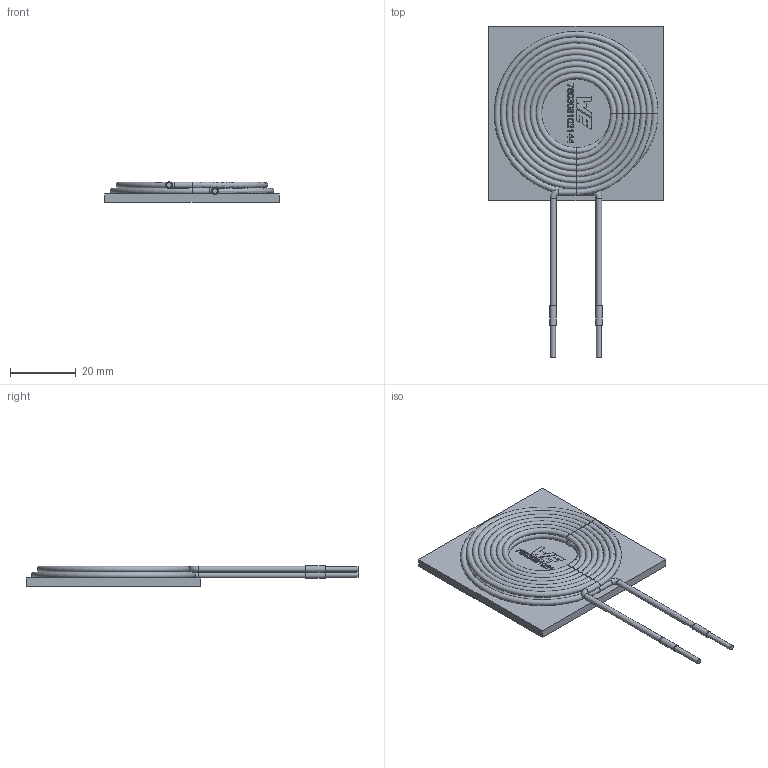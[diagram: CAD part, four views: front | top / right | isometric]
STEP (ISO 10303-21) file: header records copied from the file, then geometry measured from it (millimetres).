
FILE_DESCRIPTION(/* description */ ('Unknown'),/* implementation_level */ '2;1');
FILE_NAME(/* name */ 'L_Wurth_WE-WPCC-TX_760308102144',/* time_stamp */ '2025-04-18T17:13:26+08:00',/* author */ ('Unknown'),/* organization */ ('Unknown'),/* preprocessor_version */ 'ST-DEVELOPER v19.4',/* originating_system */ 'Solid Edge',/* authorisation */ 'Unknown');
FILE_SCHEMA (('AUTOMOTIVE_DESIGN {1 0 10303 214 3 1 1}'));
Length unit declared in the file: millimetre
Products named in the file (2): L_Wurth_WE-WPCC-TX_760308102144
Assembly tree (1 placements, depth 2):
  L_Wurth_WE-WPCC-TX_760308102144
    L_Wurth_WE-WPCC-TX_760308102144
Bounding box: 53.3 x 101.3 x 6.21 mm (x, y, z)
Volume: 11526.8 mm3; surface area: 16017.8 mm2
Topology: 2 solids, 2 shells, 175 faces, 407 edges, 261 vertices
Faces by surface type: plane 110, bspline 40, torus 17, cylinder 8
Full cylindrical faces by diameter (mm): 1.5 x2, 1.8 x4, 2 x2
Entity records: 9886 total; most frequent: CARTESIAN_POINT 5227, ORIENTED_EDGE 706, DIRECTION 518, EDGE_CURVE 353, VERTEX_POINT 264, FACE_BOUND 261, EDGE_LOOP 254, AXIS2_PLACEMENT_3D 182
